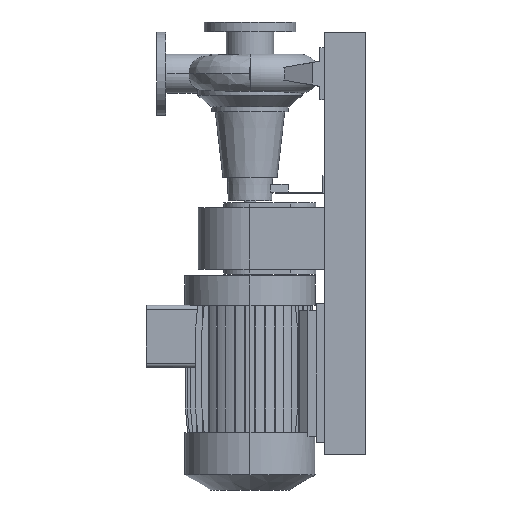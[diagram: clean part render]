
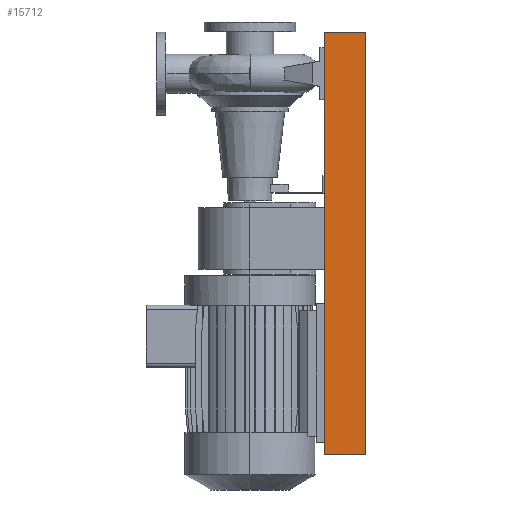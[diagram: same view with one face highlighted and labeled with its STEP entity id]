
A CAD part, left-side view. The second image highlights one B-rep face of the part: STEP entity #15712.
In plain terms, the highlighted planar face has unit normal (-1, 0, 0).
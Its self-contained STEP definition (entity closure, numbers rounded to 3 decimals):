
#377 = ORIENTED_EDGE ( 'NONE', *, *, #8730, .F. ) ;
#1322 = LINE ( 'NONE', #9628, #6251 ) ;
#1514 = LINE ( 'NONE', #14036, #9787 ) ;
#1708 = DIRECTION ( 'NONE',  ( 0., 0., 1. ) ) ;
#2147 = FACE_OUTER_BOUND ( 'NONE', #19417, .T. ) ;
#3295 = LINE ( 'NONE', #17648, #11178 ) ;
#4693 = CARTESIAN_POINT ( 'NONE',  ( -175., 50., 510. ) ) ;
#5492 = DIRECTION ( 'NONE',  ( -1., 0., 0. ) ) ;
#5952 = EDGE_CURVE ( 'NONE', #11657, #11510, #1322, .T. ) ;
#6251 = VECTOR ( 'NONE', #1708, 1000. ) ;
#8212 = AXIS2_PLACEMENT_3D ( 'NONE', #10061, #5492, #18188 ) ;
#8378 = DIRECTION ( 'NONE',  ( 0., -1., 0. ) ) ;
#8499 = PLANE ( 'NONE',  #8212 ) ;
#8730 = EDGE_CURVE ( 'NONE', #20174, #12795, #8879, .T. ) ;
#8842 = VECTOR ( 'NONE', #13770, 1000. ) ;
#8879 = LINE ( 'NONE', #15228, #8842 ) ;
#9628 = CARTESIAN_POINT ( 'NONE',  ( -175., -50., -510. ) ) ;
#9635 = EDGE_CURVE ( 'NONE', #20174, #11657, #1514, .T. ) ;
#9787 = VECTOR ( 'NONE', #13823, 1000. ) ;
#10061 = CARTESIAN_POINT ( 'NONE',  ( -175., -50., -510. ) ) ;
#11178 = VECTOR ( 'NONE', #8378, 1000. ) ;
#11295 = CARTESIAN_POINT ( 'NONE',  ( -175., -50., 510. ) ) ;
#11334 = ORIENTED_EDGE ( 'NONE', *, *, #9635, .T. ) ;
#11510 = VERTEX_POINT ( 'NONE', #11295 ) ;
#11657 = VERTEX_POINT ( 'NONE', #16602 ) ;
#12795 = VERTEX_POINT ( 'NONE', #4693 ) ;
#13770 = DIRECTION ( 'NONE',  ( 0., 0., 1. ) ) ;
#13823 = DIRECTION ( 'NONE',  ( 0., -1., 0. ) ) ;
#13904 = ORIENTED_EDGE ( 'NONE', *, *, #5952, .T. ) ;
#14036 = CARTESIAN_POINT ( 'NONE',  ( -175., -50., -510. ) ) ;
#14400 = ORIENTED_EDGE ( 'NONE', *, *, #14871, .F. ) ;
#14871 = EDGE_CURVE ( 'NONE', #12795, #11510, #3295, .T. ) ;
#15228 = CARTESIAN_POINT ( 'NONE',  ( -175., 50., -510. ) ) ;
#15712 = ADVANCED_FACE ( 'NONE', ( #2147 ), #8499, .T. ) ;
#16602 = CARTESIAN_POINT ( 'NONE',  ( -175., -50., -510. ) ) ;
#17125 = CARTESIAN_POINT ( 'NONE',  ( -175., 50., -510. ) ) ;
#17648 = CARTESIAN_POINT ( 'NONE',  ( -175., -50., 510. ) ) ;
#18188 = DIRECTION ( 'NONE',  ( 0., 0., 1. ) ) ;
#19417 = EDGE_LOOP ( 'NONE', ( #14400, #377, #11334, #13904 ) ) ;
#20174 = VERTEX_POINT ( 'NONE', #17125 ) ;
